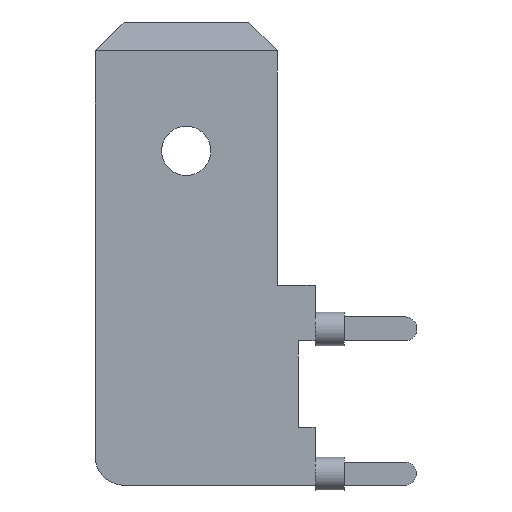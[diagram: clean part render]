
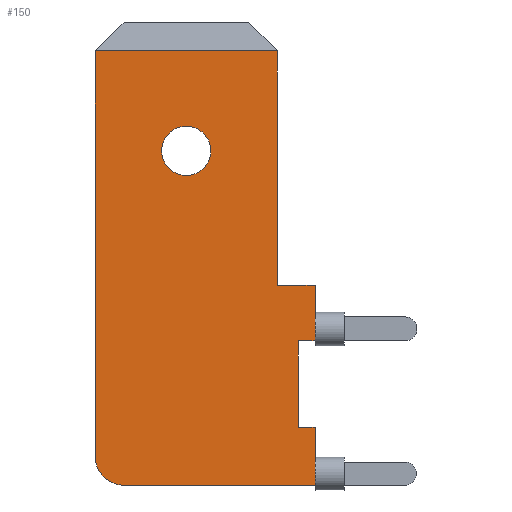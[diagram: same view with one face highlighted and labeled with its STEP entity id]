
A CAD part, left-side view. The second image highlights one B-rep face of the part: STEP entity #150.
In plain terms, the highlighted planar face has unit normal (-1, 0, 0).
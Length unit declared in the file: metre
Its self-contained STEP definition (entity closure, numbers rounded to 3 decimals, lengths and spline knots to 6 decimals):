
#150 = ADVANCED_FACE( '', ( #300, #301 ), #302, .T. );
#300 = FACE_BOUND( '', #444, .T. );
#301 = FACE_OUTER_BOUND( '', #445, .T. );
#302 = PLANE( '', #446 );
#444 = EDGE_LOOP( '', ( #773 ) );
#445 = EDGE_LOOP( '', ( #774, #775, #776, #777, #778, #779, #780, #781, #782, #783, #784, #785, #786 ) );
#446 = AXIS2_PLACEMENT_3D( '', #787, #788, #789 );
#773 = ORIENTED_EDGE( '', *, *, #820, .T. );
#774 = ORIENTED_EDGE( '', *, *, #887, .F. );
#775 = ORIENTED_EDGE( '', *, *, #823, .T. );
#776 = ORIENTED_EDGE( '', *, *, #835, .F. );
#777 = ORIENTED_EDGE( '', *, *, #929, .F. );
#778 = ORIENTED_EDGE( '', *, *, #833, .F. );
#779 = ORIENTED_EDGE( '', *, *, #913, .F. );
#780 = ORIENTED_EDGE( '', *, *, #879, .T. );
#781 = ORIENTED_EDGE( '', *, *, #932, .F. );
#782 = ORIENTED_EDGE( '', *, *, #927, .F. );
#783 = ORIENTED_EDGE( '', *, *, #920, .F. );
#784 = ORIENTED_EDGE( '', *, *, #917, .T. );
#785 = ORIENTED_EDGE( '', *, *, #863, .F. );
#786 = ORIENTED_EDGE( '', *, *, #866, .F. );
#787 = CARTESIAN_POINT( '', ( -0.0004, 0., 0. ) );
#788 = DIRECTION( '', ( -1., 0., 0. ) );
#789 = DIRECTION( '', ( 0., 0., 1. ) );
#820 = EDGE_CURVE( '', #963, #963, #964, .F. );
#823 = EDGE_CURVE( '', #968, #969, #970, .T. );
#833 = EDGE_CURVE( '', #984, #979, #986, .T. );
#835 = EDGE_CURVE( '', #988, #969, #989, .T. );
#863 = EDGE_CURVE( '', #1030, #1028, #1032, .T. );
#866 = EDGE_CURVE( '', #1034, #1030, #1036, .F. );
#879 = EDGE_CURVE( '', #1052, #1053, #1054, .T. );
#887 = EDGE_CURVE( '', #968, #1034, #1064, .T. );
#913 = EDGE_CURVE( '', #1052, #984, #1090, .T. );
#917 = EDGE_CURVE( '', #999, #1028, #1094, .T. );
#920 = EDGE_CURVE( '', #999, #1096, #1098, .T. );
#927 = EDGE_CURVE( '', #1096, #1104, #1106, .F. );
#929 = EDGE_CURVE( '', #979, #988, #1108, .F. );
#932 = EDGE_CURVE( '', #1104, #1053, #1111, .T. );
#963 = VERTEX_POINT( '', #1151 );
#964 = CIRCLE( '', #1152, 0.00085 );
#968 = VERTEX_POINT( '', #1156 );
#969 = VERTEX_POINT( '', #1157 );
#970 = LINE( '', #1158, #1159 );
#979 = VERTEX_POINT( '', #1171 );
#984 = VERTEX_POINT( '', #1178 );
#986 = LINE( '', #1181, #1182 );
#988 = VERTEX_POINT( '', #1184 );
#989 = LINE( '', #1185, #1186 );
#999 = VERTEX_POINT( '', #1198 );
#1028 = VERTEX_POINT( '', #1241 );
#1030 = VERTEX_POINT( '', #1244 );
#1032 = LINE( '', #1247, #1248 );
#1034 = VERTEX_POINT( '', #1250 );
#1036 = CIRCLE( '', #1253, 0.001 );
#1052 = VERTEX_POINT( '', #1273 );
#1053 = VERTEX_POINT( '', #1274 );
#1054 = LINE( '', #1275, #1276 );
#1064 = LINE( '', #1289, #1290 );
#1090 = LINE( '', #1324, #1325 );
#1094 = LINE( '', #1329, #1330 );
#1096 = VERTEX_POINT( '', #1332 );
#1098 = LINE( '', #1335, #1336 );
#1104 = VERTEX_POINT( '', #1342 );
#1106 = LINE( '', #1345, #1346 );
#1108 = LINE( '', #1348, #1349 );
#1111 = LINE( '', #1352, #1353 );
#1151 = CARTESIAN_POINT( '', ( -0.0004, 0., -0.0036 ) );
#1152 = AXIS2_PLACEMENT_3D( '', #1374, #1375, #1376 );
#1156 = CARTESIAN_POINT( '', ( -0.0004, -0.00445, -0.016 ) );
#1157 = CARTESIAN_POINT( '', ( -0.0004, -0.00445, -0.0152 ) );
#1158 = CARTESIAN_POINT( '', ( -0.0004, -0.00445, 0. ) );
#1159 = VECTOR( '', #1380, 1. );
#1171 = CARTESIAN_POINT( '', ( -0.0004, -0.003865, -0.014 ) );
#1178 = CARTESIAN_POINT( '', ( -0.0004, -0.003865, -0.011015 ) );
#1181 = CARTESIAN_POINT( '', ( -0.0004, -0.003865, -0.014 ) );
#1182 = VECTOR( '', #1390, 1. );
#1184 = CARTESIAN_POINT( '', ( -0.0004, -0.00445, -0.014 ) );
#1185 = CARTESIAN_POINT( '', ( -0.0004, -0.00445, -0.0152 ) );
#1186 = VECTOR( '', #1391, 1. );
#1198 = CARTESIAN_POINT( '', ( -0.0004, -0.00315, -0.001 ) );
#1241 = CARTESIAN_POINT( '', ( -0.0004, 0.00315, -0.001 ) );
#1244 = CARTESIAN_POINT( '', ( -0.0004, 0.00315, -0.015 ) );
#1247 = CARTESIAN_POINT( '', ( -0.0004, 0.00315, -0.001 ) );
#1248 = VECTOR( '', #1422, 1. );
#1250 = CARTESIAN_POINT( '', ( -0.0004, 0.00215, -0.016 ) );
#1253 = AXIS2_PLACEMENT_3D( '', #1424, #1425, #1426 );
#1273 = CARTESIAN_POINT( '', ( -0.0004, -0.00445, -0.011015 ) );
#1274 = CARTESIAN_POINT( '', ( -0.0004, -0.00445, -0.010185 ) );
#1275 = CARTESIAN_POINT( '', ( -0.0004, -0.00445, 0. ) );
#1276 = VECTOR( '', #1440, 1. );
#1289 = CARTESIAN_POINT( '', ( -0.0004, 0.00215, -0.016 ) );
#1290 = VECTOR( '', #1450, 1. );
#1324 = CARTESIAN_POINT( '', ( -0.0004, -0.003865, -0.011015 ) );
#1325 = VECTOR( '', #1483, 1. );
#1329 = CARTESIAN_POINT( '', ( -0.0004, 0., -0.001 ) );
#1330 = VECTOR( '', #1484, 1. );
#1332 = CARTESIAN_POINT( '', ( -0.0004, -0.00315, -0.0091 ) );
#1335 = CARTESIAN_POINT( '', ( -0.0004, -0.00315, -0.0091 ) );
#1336 = VECTOR( '', #1486, 1. );
#1342 = CARTESIAN_POINT( '', ( -0.0004, -0.00445, -0.0091 ) );
#1345 = CARTESIAN_POINT( '', ( -0.0004, -0.00445, -0.0091 ) );
#1346 = VECTOR( '', #1488, 1. );
#1348 = CARTESIAN_POINT( '', ( -0.0004, -0.00445, -0.014 ) );
#1349 = VECTOR( '', #1489, 1. );
#1352 = CARTESIAN_POINT( '', ( -0.0004, -0.00445, -0.010185 ) );
#1353 = VECTOR( '', #1490, 1. );
#1374 = CARTESIAN_POINT( '', ( -0.0004, 0., -0.00445 ) );
#1375 = DIRECTION( '', ( -1., 0., 0. ) );
#1376 = DIRECTION( '', ( 0., 0., 1. ) );
#1380 = DIRECTION( '', ( 0., 0., 1. ) );
#1390 = DIRECTION( '', ( 0., 0., -1. ) );
#1391 = DIRECTION( '', ( 0., 0., -1. ) );
#1422 = DIRECTION( '', ( 0., 0., 1. ) );
#1424 = CARTESIAN_POINT( '', ( -0.0004, 0.00215, -0.015 ) );
#1425 = DIRECTION( '', ( -1., 0., 0. ) );
#1426 = DIRECTION( '', ( 0., 0., 1. ) );
#1440 = DIRECTION( '', ( 0., 0., 1. ) );
#1450 = DIRECTION( '', ( 0., 1., 0. ) );
#1483 = DIRECTION( '', ( 0., 1., 0. ) );
#1484 = DIRECTION( '', ( 0., 1., 0. ) );
#1486 = DIRECTION( '', ( 0., 0., -1. ) );
#1488 = DIRECTION( '', ( 0., 1., 0. ) );
#1489 = DIRECTION( '', ( 0., 1., 0. ) );
#1490 = DIRECTION( '', ( 0., 0., -1. ) );
